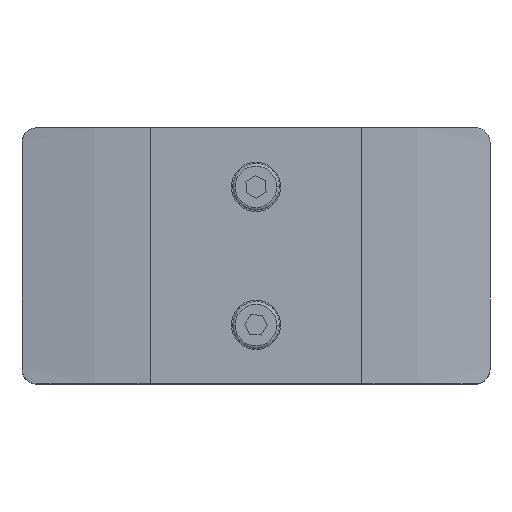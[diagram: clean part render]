
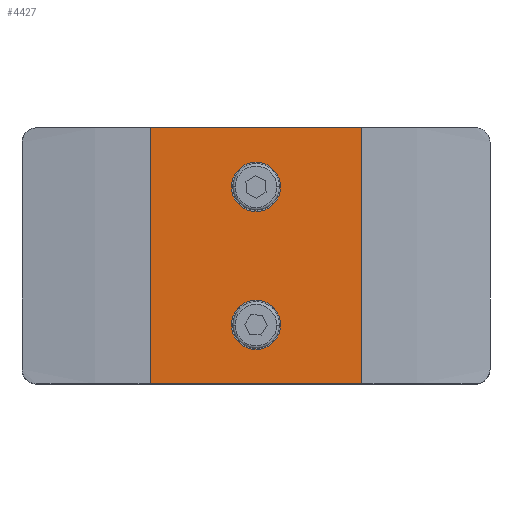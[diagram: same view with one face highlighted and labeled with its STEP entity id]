
A CAD part, top view. The second image highlights one B-rep face of the part: STEP entity #4427.
In plain terms, the highlighted planar face has unit normal (0, 0, 1).
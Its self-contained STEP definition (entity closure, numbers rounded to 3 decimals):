
#7 = EDGE_CURVE ( 'NONE', #3389, #1505, #524, .T. ) ;
#86 = ORIENTED_EDGE ( 'NONE', *, *, #7, .F. ) ;
#164 = DIRECTION ( 'NONE',  ( 0., 0., 1. ) ) ;
#243 = CARTESIAN_POINT ( 'NONE',  ( 5., -14., 0. ) ) ;
#255 = AXIS2_PLACEMENT_3D ( 'NONE', #1047, #684, #2786 ) ;
#299 = DIRECTION ( 'NONE',  ( -1., 0., 0. ) ) ;
#340 = EDGE_CURVE ( 'NONE', #1505, #3389, #3140, .T. ) ;
#372 = DIRECTION ( 'NONE',  ( 0., 0., 1. ) ) ;
#402 = CIRCLE ( 'NONE', #255, 5. ) ;
#524 = CIRCLE ( 'NONE', #3105, 5. ) ;
#582 = DIRECTION ( 'NONE',  ( 1., 0., 0. ) ) ;
#671 = EDGE_CURVE ( 'NONE', #4379, #4071, #2071, .T. ) ;
#684 = DIRECTION ( 'NONE',  ( 0., 0., 1. ) ) ;
#717 = EDGE_LOOP ( 'NONE', ( #1416, #1396, #3818, #3371 ) ) ;
#738 = DIRECTION ( 'NONE',  ( 0., -1., 0. ) ) ;
#921 = CARTESIAN_POINT ( 'NONE',  ( -21.5, 26., 0. ) ) ;
#1006 = CARTESIAN_POINT ( 'NONE',  ( 0., 14., 0. ) ) ;
#1047 = CARTESIAN_POINT ( 'NONE',  ( 0., 14., 0. ) ) ;
#1068 = CARTESIAN_POINT ( 'NONE',  ( -21.5, -26., 0. ) ) ;
#1080 = CARTESIAN_POINT ( 'NONE',  ( 21.5, -26., 0. ) ) ;
#1148 = AXIS2_PLACEMENT_3D ( 'NONE', #1823, #164, #3676 ) ;
#1273 = EDGE_LOOP ( 'NONE', ( #2340, #4074 ) ) ;
#1320 = FACE_BOUND ( 'NONE', #1273, .T. ) ;
#1396 = ORIENTED_EDGE ( 'NONE', *, *, #1523, .F. ) ;
#1416 = ORIENTED_EDGE ( 'NONE', *, *, #1655, .T. ) ;
#1478 = CARTESIAN_POINT ( 'NONE',  ( -5., -14., 0. ) ) ;
#1505 = VERTEX_POINT ( 'NONE', #243 ) ;
#1523 = EDGE_CURVE ( 'NONE', #2057, #3401, #4475, .T. ) ;
#1548 = EDGE_CURVE ( 'NONE', #3684, #4075, #402, .T. ) ;
#1655 = EDGE_CURVE ( 'NONE', #4071, #3401, #2488, .T. ) ;
#1680 = CARTESIAN_POINT ( 'NONE',  ( 21.5, 26., 0. ) ) ;
#1724 = CARTESIAN_POINT ( 'NONE',  ( -21.5, 26., 0. ) ) ;
#1823 = CARTESIAN_POINT ( 'NONE',  ( 0., -14., 0. ) ) ;
#2057 = VERTEX_POINT ( 'NONE', #1680 ) ;
#2071 = LINE ( 'NONE', #1724, #2993 ) ;
#2079 = EDGE_CURVE ( 'NONE', #4379, #2057, #4105, .T. ) ;
#2134 = CARTESIAN_POINT ( 'NONE',  ( -5., 14., 0. ) ) ;
#2285 = DIRECTION ( 'NONE',  ( 0., -1., 0. ) ) ;
#2340 = ORIENTED_EDGE ( 'NONE', *, *, #2598, .F. ) ;
#2357 = CIRCLE ( 'NONE', #2790, 5. ) ;
#2366 = FACE_OUTER_BOUND ( 'NONE', #717, .T. ) ;
#2411 = CARTESIAN_POINT ( 'NONE',  ( -21.5, 26., 0. ) ) ;
#2488 = LINE ( 'NONE', #1068, #4536 ) ;
#2598 = EDGE_CURVE ( 'NONE', #4075, #3684, #2357, .T. ) ;
#2715 = FACE_BOUND ( 'NONE', #3830, .T. ) ;
#2744 = DIRECTION ( 'NONE',  ( 0., 0., 1. ) ) ;
#2786 = DIRECTION ( 'NONE',  ( 1., 0., 0. ) ) ;
#2790 = AXIS2_PLACEMENT_3D ( 'NONE', #1006, #372, #3193 ) ;
#2821 = CARTESIAN_POINT ( 'NONE',  ( 5., 14., 0. ) ) ;
#2932 = ORIENTED_EDGE ( 'NONE', *, *, #340, .F. ) ;
#2993 = VECTOR ( 'NONE', #738, 1000. ) ;
#3080 = CARTESIAN_POINT ( 'NONE',  ( -21.5, 26., 0. ) ) ;
#3105 = AXIS2_PLACEMENT_3D ( 'NONE', #4160, #2744, #4137 ) ;
#3140 = CIRCLE ( 'NONE', #1148, 5. ) ;
#3193 = DIRECTION ( 'NONE',  ( 1., 0., 0. ) ) ;
#3371 = ORIENTED_EDGE ( 'NONE', *, *, #671, .T. ) ;
#3389 = VERTEX_POINT ( 'NONE', #1478 ) ;
#3401 = VERTEX_POINT ( 'NONE', #1080 ) ;
#3438 = PLANE ( 'NONE',  #3919 ) ;
#3497 = VECTOR ( 'NONE', #2285, 1000. ) ;
#3676 = DIRECTION ( 'NONE',  ( 1., 0., 0. ) ) ;
#3684 = VERTEX_POINT ( 'NONE', #2134 ) ;
#3770 = DIRECTION ( 'NONE',  ( 0., 0., -1. ) ) ;
#3818 = ORIENTED_EDGE ( 'NONE', *, *, #2079, .F. ) ;
#3830 = EDGE_LOOP ( 'NONE', ( #2932, #86 ) ) ;
#3919 = AXIS2_PLACEMENT_3D ( 'NONE', #2411, #3770, #299 ) ;
#4052 = VECTOR ( 'NONE', #582, 1000. ) ;
#4071 = VERTEX_POINT ( 'NONE', #4205 ) ;
#4074 = ORIENTED_EDGE ( 'NONE', *, *, #1548, .F. ) ;
#4075 = VERTEX_POINT ( 'NONE', #2821 ) ;
#4105 = LINE ( 'NONE', #921, #4052 ) ;
#4137 = DIRECTION ( 'NONE',  ( 1., 0., 0. ) ) ;
#4160 = CARTESIAN_POINT ( 'NONE',  ( 0., -14., 0. ) ) ;
#4205 = CARTESIAN_POINT ( 'NONE',  ( -21.5, -26., 0. ) ) ;
#4289 = DIRECTION ( 'NONE',  ( 1., 0., 0. ) ) ;
#4379 = VERTEX_POINT ( 'NONE', #3080 ) ;
#4390 = CARTESIAN_POINT ( 'NONE',  ( 21.5, 26., 0. ) ) ;
#4427 = ADVANCED_FACE ( 'NONE', ( #1320, #2715, #2366 ), #3438, .F. ) ;
#4475 = LINE ( 'NONE', #4390, #3497 ) ;
#4536 = VECTOR ( 'NONE', #4289, 1000. ) ;
